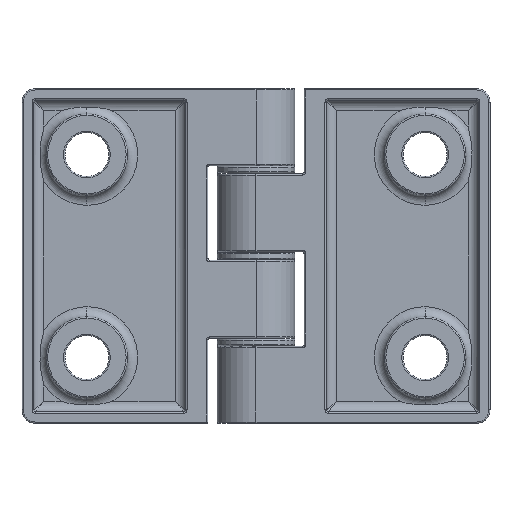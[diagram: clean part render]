
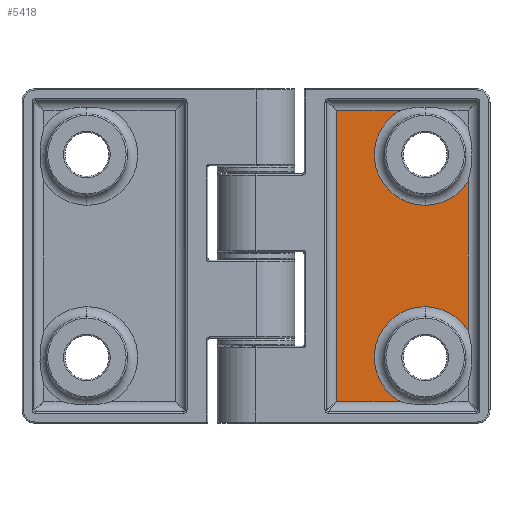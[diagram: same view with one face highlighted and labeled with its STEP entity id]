
A CAD part, front view. The second image highlights one B-rep face of the part: STEP entity #5418.
In plain terms, the highlighted planar face has unit normal (0, -1, 0).
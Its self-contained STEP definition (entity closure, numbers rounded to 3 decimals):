
#4007 = PLANE ( 'NONE',  #4035 ) ;
#4014 = CARTESIAN_POINT ( 'NONE',  ( 31.4, -3.65, 11.09 ) ) ;
#4035 = AXIS2_PLACEMENT_3D ( 'NONE', #4082, #4081, #4080 ) ;
#4036 = FACE_OUTER_BOUND ( 'NONE', #5413, .T. ) ;
#4055 = LINE ( 'NONE', #4118, #4117 ) ;
#4056 = CARTESIAN_POINT ( 'NONE',  ( 31.4, -3.65, -11.09 ) ) ;
#4062 = LINE ( 'NONE', #4113, #4112 ) ;
#4066 = AXIS2_PLACEMENT_3D ( 'NONE', #4110, #4106, #4105 ) ;
#4071 = CARTESIAN_POINT ( 'NONE',  ( 11.9, -3.65, 21.55 ) ) ;
#4075 = DIRECTION ( 'NONE',  ( -1., 0., 0. ) ) ;
#4076 = VECTOR ( 'NONE', #4075, 1000. ) ;
#4077 = CARTESIAN_POINT ( 'NONE',  ( 10.7, -3.65, 21.55 ) ) ;
#4080 = DIRECTION ( 'NONE',  ( 0., 0., -1. ) ) ;
#4081 = DIRECTION ( 'NONE',  ( 0., -1., 0. ) ) ;
#4082 = CARTESIAN_POINT ( 'NONE',  ( 10.7, -3.65, -22.75 ) ) ;
#4085 = LINE ( 'NONE', #4077, #4076 ) ;
#4089 = CARTESIAN_POINT ( 'NONE',  ( 31.4, -3.65, -22.75 ) ) ;
#4090 = LINE ( 'NONE', #4089, #4150 ) ;
#4099 = DIRECTION ( 'NONE',  ( 0., 0., -1. ) ) ;
#4100 = DIRECTION ( 'NONE',  ( 0., 1., 0. ) ) ;
#4101 = CARTESIAN_POINT ( 'NONE',  ( 25., -3.65, -15. ) ) ;
#4105 = DIRECTION ( 'NONE',  ( 0., 0., -1. ) ) ;
#4106 = DIRECTION ( 'NONE',  ( 0., 1., 0. ) ) ;
#4107 = CIRCLE ( 'NONE', #4114, 7.5 ) ;
#4110 = CARTESIAN_POINT ( 'NONE',  ( 25., -3.65, 15. ) ) ;
#4111 = DIRECTION ( 'NONE',  ( 1., 0., 0. ) ) ;
#4112 = VECTOR ( 'NONE', #4111, 1000. ) ;
#4113 = CARTESIAN_POINT ( 'NONE',  ( 10.7, -3.65, -21.55 ) ) ;
#4114 = AXIS2_PLACEMENT_3D ( 'NONE', #4101, #4100, #4099 ) ;
#4115 = CIRCLE ( 'NONE', #4066, 7.5 ) ;
#4116 = DIRECTION ( 'NONE',  ( 0., 0., -1. ) ) ;
#4117 = VECTOR ( 'NONE', #4116, 1000. ) ;
#4118 = CARTESIAN_POINT ( 'NONE',  ( 11.9, -3.65, -22.75 ) ) ;
#4119 = CARTESIAN_POINT ( 'NONE',  ( 11.9, -3.65, -21.55 ) ) ;
#4149 = DIRECTION ( 'NONE',  ( 0., 0., 1. ) ) ;
#4150 = VECTOR ( 'NONE', #4149, 1000. ) ;
#4526 = CARTESIAN_POINT ( 'NONE',  ( 21.347, -3.65, -21.55 ) ) ;
#4540 = CARTESIAN_POINT ( 'NONE',  ( 25., -3.65, -7.5 ) ) ;
#4559 = DIRECTION ( 'NONE',  ( 0., 0., -1. ) ) ;
#4560 = DIRECTION ( 'NONE',  ( 0., 1., 0. ) ) ;
#4561 = CARTESIAN_POINT ( 'NONE',  ( 25., -3.65, -15. ) ) ;
#4574 = CIRCLE ( 'NONE', #4581, 7.5 ) ;
#4580 = CARTESIAN_POINT ( 'NONE',  ( 25., -3.65, 7.5 ) ) ;
#4581 = AXIS2_PLACEMENT_3D ( 'NONE', #4561, #4560, #4559 ) ;
#4589 = CARTESIAN_POINT ( 'NONE',  ( 25., -3.65, 15. ) ) ;
#4618 = DIRECTION ( 'NONE',  ( 0., 0., -1. ) ) ;
#4619 = DIRECTION ( 'NONE',  ( 0., 1., 0. ) ) ;
#4620 = AXIS2_PLACEMENT_3D ( 'NONE', #4589, #4619, #4618 ) ;
#4621 = CIRCLE ( 'NONE', #4620, 7.5 ) ;
#4625 = CARTESIAN_POINT ( 'NONE',  ( 21.347, -3.65, 21.55 ) ) ;
#5412 = VERTEX_POINT ( 'NONE', #4014 ) ;
#5413 = EDGE_LOOP ( 'NONE', ( #5421, #5423, #5437, #5422, #5445, #5417, #5443, #5446 ) ) ;
#5417 = ORIENTED_EDGE ( 'NONE', *, *, #5692, .T. ) ;
#5418 = ADVANCED_FACE ( 'NONE', ( #4036 ), #4007, .T. ) ;
#5419 = EDGE_CURVE ( 'NONE', #5708, #5439, #4085, .T. ) ;
#5421 = ORIENTED_EDGE ( 'NONE', *, *, #5440, .T. ) ;
#5422 = ORIENTED_EDGE ( 'NONE', *, *, #5435, .T. ) ;
#5423 = ORIENTED_EDGE ( 'NONE', *, *, #5710, .T. ) ;
#5435 = EDGE_CURVE ( 'NONE', #5439, #5438, #4055, .T. ) ;
#5436 = EDGE_CURVE ( 'NONE', #5438, #5683, #4062, .T. ) ;
#5437 = ORIENTED_EDGE ( 'NONE', *, *, #5419, .T. ) ;
#5438 = VERTEX_POINT ( 'NONE', #4119 ) ;
#5439 = VERTEX_POINT ( 'NONE', #4071 ) ;
#5440 = EDGE_CURVE ( 'NONE', #5412, #5686, #4115, .T. ) ;
#5441 = EDGE_CURVE ( 'NONE', #5675, #5444, #4107, .T. ) ;
#5443 = ORIENTED_EDGE ( 'NONE', *, *, #5441, .T. ) ;
#5444 = VERTEX_POINT ( 'NONE', #4056 ) ;
#5445 = ORIENTED_EDGE ( 'NONE', *, *, #5436, .T. ) ;
#5446 = ORIENTED_EDGE ( 'NONE', *, *, #5460, .T. ) ;
#5460 = EDGE_CURVE ( 'NONE', #5444, #5412, #4090, .T. ) ;
#5675 = VERTEX_POINT ( 'NONE', #4540 ) ;
#5683 = VERTEX_POINT ( 'NONE', #4526 ) ;
#5686 = VERTEX_POINT ( 'NONE', #4580 ) ;
#5692 = EDGE_CURVE ( 'NONE', #5683, #5675, #4574, .T. ) ;
#5708 = VERTEX_POINT ( 'NONE', #4625 ) ;
#5710 = EDGE_CURVE ( 'NONE', #5686, #5708, #4621, .T. ) ;
